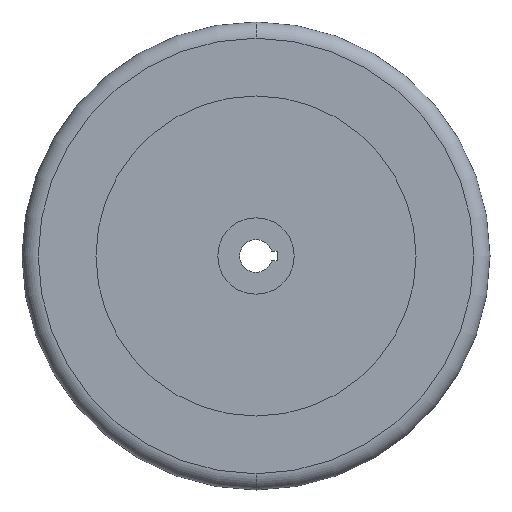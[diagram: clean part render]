
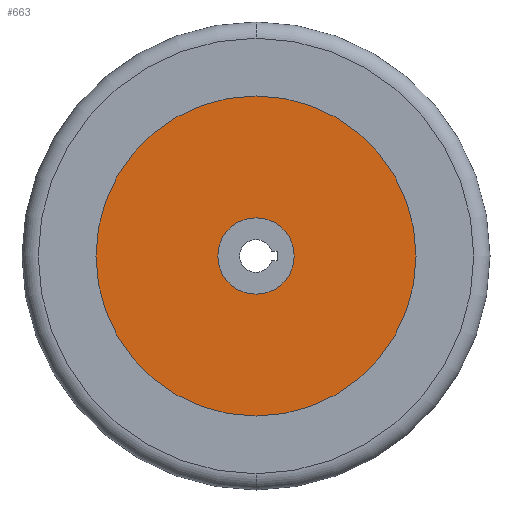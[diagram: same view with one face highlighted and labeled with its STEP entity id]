
A CAD part, front view. The second image highlights one B-rep face of the part: STEP entity #663.
In plain terms, the highlighted planar face has unit normal (0, -1, 0).
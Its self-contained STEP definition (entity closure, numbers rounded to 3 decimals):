
#44 = EDGE_LOOP ( 'NONE', ( #135, #80 ) ) ;
#66 = DIRECTION ( 'NONE',  ( 0., 1., 0. ) ) ;
#70 = VERTEX_POINT ( 'NONE', #328 ) ;
#76 = EDGE_LOOP ( 'NONE', ( #783, #480 ) ) ;
#80 = ORIENTED_EDGE ( 'NONE', *, *, #219, .F. ) ;
#91 = CARTESIAN_POINT ( 'NONE',  ( 0., 10., -49.25 ) ) ;
#104 = FACE_BOUND ( 'NONE', #76, .T. ) ;
#135 = ORIENTED_EDGE ( 'NONE', *, *, #154, .F. ) ;
#154 = EDGE_CURVE ( 'NONE', #70, #527, #333, .T. ) ;
#163 = DIRECTION ( 'NONE',  ( 0., 0., 1. ) ) ;
#168 = DIRECTION ( 'NONE',  ( 0., 0., 1. ) ) ;
#205 = CARTESIAN_POINT ( 'NONE',  ( 0., 10., -11.75 ) ) ;
#219 = EDGE_CURVE ( 'NONE', #527, #70, #340, .T. ) ;
#225 = DIRECTION ( 'NONE',  ( 0., 1., 0. ) ) ;
#237 = PLANE ( 'NONE',  #520 ) ;
#241 = CARTESIAN_POINT ( 'NONE',  ( 11.75, 10., 0. ) ) ;
#287 = AXIS2_PLACEMENT_3D ( 'NONE', #787, #334, #510 ) ;
#291 = EDGE_CURVE ( 'NONE', #543, #444, #629, .T. ) ;
#322 = CARTESIAN_POINT ( 'NONE',  ( 0., 10., 11.75 ) ) ;
#328 = CARTESIAN_POINT ( 'NONE',  ( 0., 10., 49.25 ) ) ;
#333 = CIRCLE ( 'NONE', #795, 49.25 ) ;
#334 = DIRECTION ( 'NONE',  ( 0., 1., 0. ) ) ;
#340 = CIRCLE ( 'NONE', #437, 49.25 ) ;
#369 = DIRECTION ( 'NONE',  ( 0., 0., 1. ) ) ;
#430 = DIRECTION ( 'NONE',  ( 0., 0., 1. ) ) ;
#437 = AXIS2_PLACEMENT_3D ( 'NONE', #465, #528, #168 ) ;
#444 = VERTEX_POINT ( 'NONE', #322 ) ;
#454 = AXIS2_PLACEMENT_3D ( 'NONE', #685, #66, #430 ) ;
#465 = CARTESIAN_POINT ( 'NONE',  ( 0., 10., 0. ) ) ;
#480 = ORIENTED_EDGE ( 'NONE', *, *, #547, .T. ) ;
#510 = DIRECTION ( 'NONE',  ( 0., 0., 1. ) ) ;
#520 = AXIS2_PLACEMENT_3D ( 'NONE', #241, #680, #369 ) ;
#527 = VERTEX_POINT ( 'NONE', #91 ) ;
#528 = DIRECTION ( 'NONE',  ( 0., 1., 0. ) ) ;
#537 = CIRCLE ( 'NONE', #287, 11.75 ) ;
#543 = VERTEX_POINT ( 'NONE', #205 ) ;
#547 = EDGE_CURVE ( 'NONE', #444, #543, #537, .T. ) ;
#629 = CIRCLE ( 'NONE', #454, 11.75 ) ;
#658 = CARTESIAN_POINT ( 'NONE',  ( 0., 10., 0. ) ) ;
#663 = ADVANCED_FACE ( 'NONE', ( #724, #104 ), #237, .F. ) ;
#680 = DIRECTION ( 'NONE',  ( 0., 1., 0. ) ) ;
#685 = CARTESIAN_POINT ( 'NONE',  ( 0., 10., 0. ) ) ;
#724 = FACE_OUTER_BOUND ( 'NONE', #44, .T. ) ;
#783 = ORIENTED_EDGE ( 'NONE', *, *, #291, .T. ) ;
#787 = CARTESIAN_POINT ( 'NONE',  ( 0., 10., 0. ) ) ;
#795 = AXIS2_PLACEMENT_3D ( 'NONE', #658, #225, #163 ) ;
